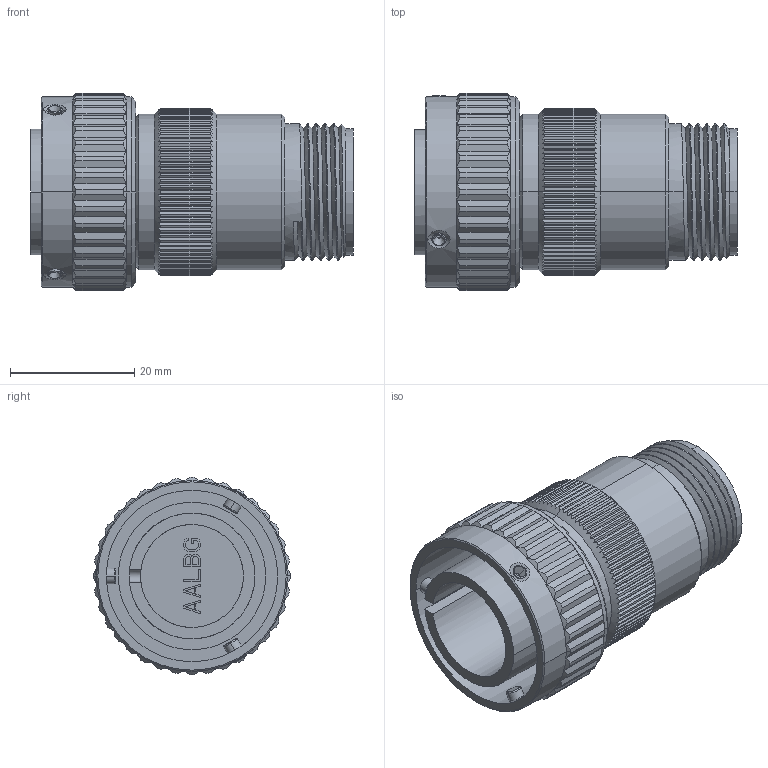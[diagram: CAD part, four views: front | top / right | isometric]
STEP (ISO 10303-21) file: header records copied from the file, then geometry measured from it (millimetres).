
FILE_DESCRIPTION((''),'2;1');
FILE_NAME('VG95234H-16S_SW0001','2023-03-28T12:07:19',('paultorloting'),('NET AG system integration'),'CREO PARAMETRIC BY PTC INC, 2021404','CREO PARAMETRIC BY PTC INC, 2021404','');
FILE_SCHEMA(('AUTOMOTIVE_DESIGN { 1 0 10303 214 1 1 1 1 }'));
Length unit declared in the file: millimetre
Products named in the file (1): VG95234H-16S_SW0001
Bounding box: 51.89 x 31.72 x 31.72 mm (x, y, z)
Volume: 20233 mm3; surface area: 9627.2 mm2
Topology: 1 solids, 1 shells, 745 faces, 2079 edges, 1361 vertices
Faces by surface type: plane 510, cylinder 175, cone 50, torus 6, bspline 4
Entity records: 32486 total; most frequent: CARTESIAN_POINT 10587, ORIENTED_EDGE 4146, DIRECTION 3401, EDGE_CURVE 2073, VERTEX_POINT 1361, VECTOR 1156, LINE 1156, AXIS2_PLACEMENT_3D 1121
